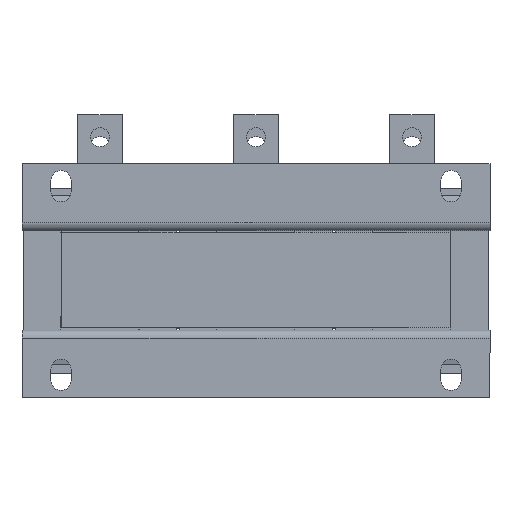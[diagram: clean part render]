
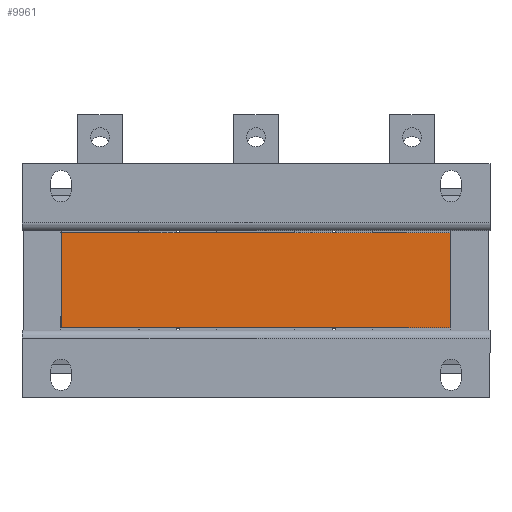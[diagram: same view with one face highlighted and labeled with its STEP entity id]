
A CAD part, front view. The second image highlights one B-rep face of the part: STEP entity #9961.
In plain terms, the highlighted planar face has unit normal (0, -1, 0).
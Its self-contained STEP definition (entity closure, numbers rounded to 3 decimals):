
#194 = ORIENTED_EDGE ( 'NONE', *, *, #6723, .F. ) ;
#453 = DIRECTION ( 'NONE',  ( 1., 0., 0. ) ) ;
#1054 = PLANE ( 'NONE',  #7643 ) ;
#1084 = VERTEX_POINT ( 'NONE', #11179 ) ;
#1330 = EDGE_CURVE ( 'NONE', #8495, #3885, #6790, .T. ) ;
#2555 = VERTEX_POINT ( 'NONE', #5658 ) ;
#3049 = DIRECTION ( 'NONE',  ( 1., 0., 0. ) ) ;
#3563 = LINE ( 'NONE', #7554, #10543 ) ;
#3677 = VECTOR ( 'NONE', #453, 1000. ) ;
#3854 = ORIENTED_EDGE ( 'NONE', *, *, #11131, .F. ) ;
#3885 = VERTEX_POINT ( 'NONE', #12323 ) ;
#5372 = EDGE_LOOP ( 'NONE', ( #8683, #3854, #194, #8737 ) ) ;
#5558 = DIRECTION ( 'NONE',  ( 0., 0., -1. ) ) ;
#5658 = CARTESIAN_POINT ( 'NONE',  ( 87.5, -89.5, -21.35 ) ) ;
#5958 = DIRECTION ( 'NONE',  ( 0., 0., -1. ) ) ;
#6137 = CARTESIAN_POINT ( 'NONE',  ( -87.5, -89.5, 21.35 ) ) ;
#6442 = EDGE_CURVE ( 'NONE', #3885, #2555, #7944, .T. ) ;
#6723 = EDGE_CURVE ( 'NONE', #8495, #1084, #9421, .T. ) ;
#6790 = LINE ( 'NONE', #9831, #11801 ) ;
#7554 = CARTESIAN_POINT ( 'NONE',  ( 87.5, -89.5, 21.35 ) ) ;
#7643 = AXIS2_PLACEMENT_3D ( 'NONE', #6137, #7953, #10073 ) ;
#7944 = LINE ( 'NONE', #11877, #11981 ) ;
#7953 = DIRECTION ( 'NONE',  ( 0., 1., 0. ) ) ;
#8495 = VERTEX_POINT ( 'NONE', #10085 ) ;
#8683 = ORIENTED_EDGE ( 'NONE', *, *, #6442, .T. ) ;
#8737 = ORIENTED_EDGE ( 'NONE', *, *, #1330, .T. ) ;
#8920 = FACE_OUTER_BOUND ( 'NONE', #5372, .T. ) ;
#9287 = CARTESIAN_POINT ( 'NONE',  ( -87.5, -89.5, 21.35 ) ) ;
#9421 = LINE ( 'NONE', #9287, #3677 ) ;
#9831 = CARTESIAN_POINT ( 'NONE',  ( -87.5, -89.5, 21.35 ) ) ;
#9961 = ADVANCED_FACE ( 'Defeature ausgef�hrt1_340', ( #8920 ), #1054, .F. ) ;
#10073 = DIRECTION ( 'NONE',  ( 0., 0., 1. ) ) ;
#10085 = CARTESIAN_POINT ( 'NONE',  ( -87.5, -89.5, 21.35 ) ) ;
#10543 = VECTOR ( 'NONE', #5558, 1000. ) ;
#11131 = EDGE_CURVE ( 'NONE', #1084, #2555, #3563, .T. ) ;
#11179 = CARTESIAN_POINT ( 'NONE',  ( 87.5, -89.5, 21.35 ) ) ;
#11801 = VECTOR ( 'NONE', #5958, 1000. ) ;
#11877 = CARTESIAN_POINT ( 'NONE',  ( -87.5, -89.5, -21.35 ) ) ;
#11981 = VECTOR ( 'NONE', #3049, 1000. ) ;
#12323 = CARTESIAN_POINT ( 'NONE',  ( -87.5, -89.5, -21.35 ) ) ;
